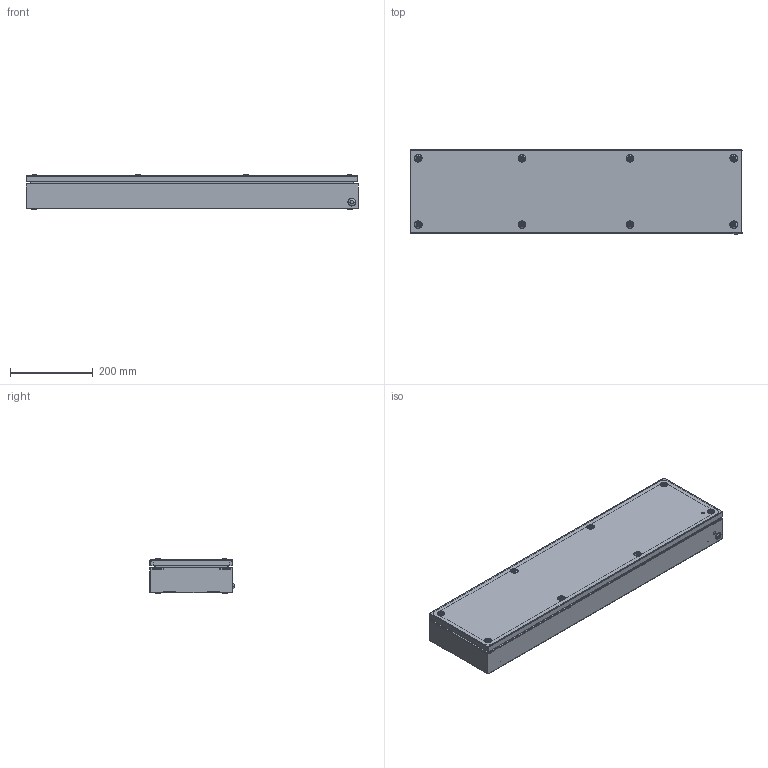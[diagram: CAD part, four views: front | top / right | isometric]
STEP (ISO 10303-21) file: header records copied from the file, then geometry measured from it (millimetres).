
FILE_DESCRIPTION (( 'STEP AP203' ), '1' );
FILE_NAME ('800x200x80 R5CDE8280.step', '2012-05-14T06:09:39', ( 'User' ), ( 'DKC' ), 'SwSTEP 2.0', 'SolidWorks 2011', '' );
FILE_SCHEMA (( 'CONFIG_CONTROL_DESIGN' ));
Length unit declared in the file: millimetre
Products named in the file (20): 800x200x80 R5CDE8280; Tapping screw 4.2x9.5_Screw DIN 968-ST4.2x9.5-R-H-S; Mounting plates_800x200; AC00C323_Default; Screw M5 CDE AC00C324; Cover CDE 1mm_800x200; sealant for cover CDE_800x200; Frame CDE KO 1mm_800x200x80; CD01C556_CD01C556; end-cap_AC00C061; land; Çåðêàëüíî îòðàçèòüÇåðêàëüíî îòðàçèòüSquadretta fissaggio_Default; Çåðêàëüíî îòðàçèòüSquadretta fissaggio_Default; Squadretta fissaggio_CD01C555; Traversino CD01C550_200; End-cup AC00C317_Default; AC00C316_AC00C316; Traversino centrale CDE new_200 CD01C552; Frame CDE 1mm_800x200x80
Assembly tree (48 placements, depth 3):
  800x200x80 R5CDE8280
    Tapping screw 4.2x9.5_Screw DIN 968-ST4.2x9.5-R-H-S  x6
    AC00C323_Default  x8
    Screw M5 CDE AC00C324  x8
    Frame CDE KO 1mm_800x200x80
      CD01C556_CD01C556  x4
      land
      End-cup AC00C317_Default  x4
      Traversino CD01C550_200  x2
      AC00C316_AC00C316
      Çåðêàëüíî îòðàçèòüSquadretta fissaggio_Default  x2
      Squadretta fissaggio_CD01C555
      Traversino centrale CDE new_200 CD01C552
      Çåðêàëüíî îòðàçèòüÇåðêàëüíî îòðàçèòüSquadretta fissaggio_Default
      end-cap_AC00C061
      Frame CDE 1mm_800x200x80
    Mounting plates_800x200
    Cover CDE 1mm_800x200
      land
      end-cap_AC00C061
      sealant for cover CDE_800x200
      Cover CDE 1mm_800x200
Bounding box: 800 x 202.5 x 84.18 mm (x, y, z)
Volume: 912565.7 mm3; surface area: 1440976.8 mm2
Topology: 48 solids, 48 shells, 2781 faces, 6943 edges, 4336 vertices
Faces by surface type: plane 962, cylinder 723, bspline 614, cone 332, torus 108, sphere 42
Entity records: 112896 total; most frequent: CARTESIAN_POINT 82338, ORIENTED_EDGE 6392, DIRECTION 4940, EDGE_CURVE 3196, VERTEX_POINT 1978, AXIS2_PLACEMENT_3D 1827, EDGE_LOOP 1388, LINE 1286
